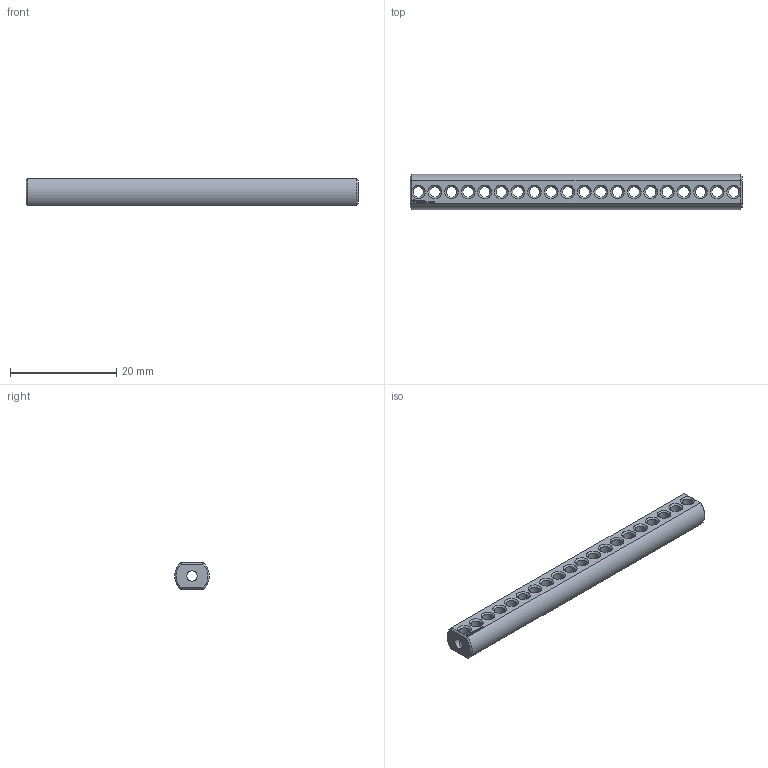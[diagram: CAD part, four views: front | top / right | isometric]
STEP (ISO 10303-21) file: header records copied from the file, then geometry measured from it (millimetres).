
FILE_DESCRIPTION(('FreeCAD Model'),'2;1');
FILE_NAME('Open CASCADE Shape Model','2024-06-18T12:13:40',(''),(''), 'Open CASCADE STEP processor 7.6','FreeCAD','Unknown');
FILE_SCHEMA(('AUTOMOTIVE_DESIGN { 1 0 10303 214 1 1 1 1 }'));
Length unit declared in the file: millimetre
Products named in the file (1): Shaft IDX BU05.00 - SPN-SFT-0140 (stemfie.org)
Bounding box: 62.5 x 6.6 x 5 mm (x, y, z)
Volume: 1425.2 mm3; surface area: 1829.9 mm2
Topology: 1 solids, 1 shells, 556 faces, 1613 edges, 1046 vertices
Faces by surface type: plane 321, extrusion 128, cylinder 63, cone 44
Full cylindrical faces by diameter (mm): 2 x61
Entity records: 18521 total; most frequent: CARTESIAN_POINT 3984, ORIENTED_EDGE 3226, DIRECTION 2609, EDGE_CURVE 1613, VECTOR 1219, LINE 1091, VERTEX_POINT 1046, AXIS2_PLACEMENT_3D 695
